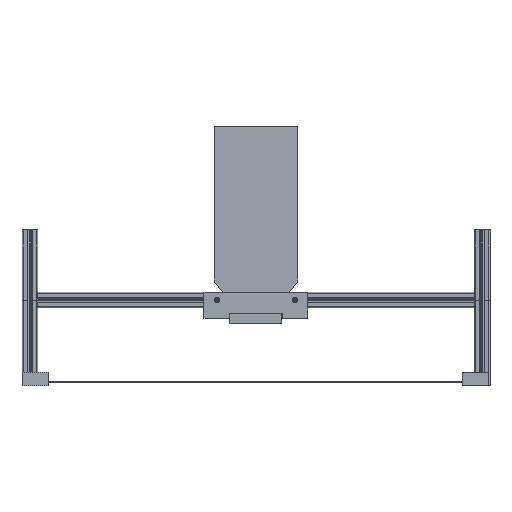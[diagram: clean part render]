
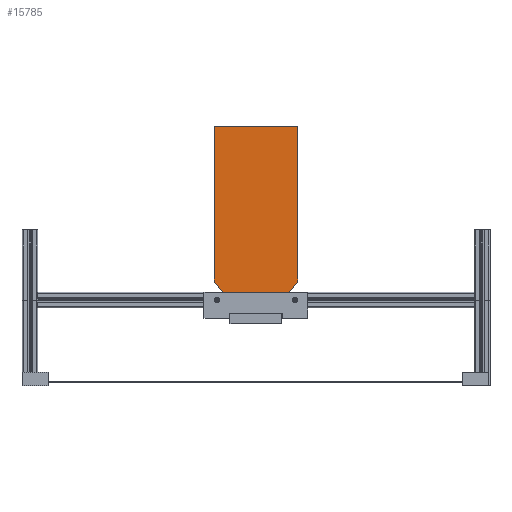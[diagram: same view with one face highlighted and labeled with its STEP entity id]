
A CAD part, top view. The second image highlights one B-rep face of the part: STEP entity #15785.
In plain terms, the highlighted planar face has unit normal (0, 0, 1).
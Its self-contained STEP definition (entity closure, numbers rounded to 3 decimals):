
#130 = AXIS2_PLACEMENT_3D ( 'NONE', #15170, #24903, #965 ) ;
#860 = CARTESIAN_POINT ( 'NONE',  ( 0., 300., 20. ) ) ;
#965 = DIRECTION ( 'NONE',  ( 1., 0., 0. ) ) ;
#2686 = EDGE_CURVE ( 'NONE', #11084, #27167, #5992, .T. ) ;
#3397 = EDGE_CURVE ( 'NONE', #6234, #11084, #25553, .T. ) ;
#3431 = VECTOR ( 'NONE', #13661, 1000. ) ;
#4653 = LINE ( 'NONE', #19034, #23537 ) ;
#5584 = FACE_OUTER_BOUND ( 'NONE', #19967, .T. ) ;
#5723 = LINE ( 'NONE', #20879, #29385 ) ;
#5821 = DIRECTION ( 'NONE',  ( 0., 1., 0. ) ) ;
#5992 = LINE ( 'NONE', #23226, #20772 ) ;
#6234 = VERTEX_POINT ( 'NONE', #26166 ) ;
#6344 = DIRECTION ( 'NONE',  ( 0.673, 0.74, 0. ) ) ;
#7290 = VERTEX_POINT ( 'NONE', #23460 ) ;
#7692 = EDGE_CURVE ( 'NONE', #31509, #9867, #5723, .T. ) ;
#8009 = ORIENTED_EDGE ( 'NONE', *, *, #3397, .T. ) ;
#8435 = ORIENTED_EDGE ( 'NONE', *, *, #13664, .F. ) ;
#9684 = ORIENTED_EDGE ( 'NONE', *, *, #7692, .T. ) ;
#9867 = VERTEX_POINT ( 'NONE', #18652 ) ;
#10085 = VECTOR ( 'NONE', #13273, 1000. ) ;
#10450 = CARTESIAN_POINT ( 'NONE',  ( 0., 0., 20. ) ) ;
#10829 = ORIENTED_EDGE ( 'NONE', *, *, #26991, .T. ) ;
#11084 = VERTEX_POINT ( 'NONE', #28724 ) ;
#11787 = CARTESIAN_POINT ( 'NONE',  ( 130., -33., 20. ) ) ;
#12518 = EDGE_CURVE ( 'NONE', #9867, #23466, #4653, .T. ) ;
#12557 = LINE ( 'NONE', #27560, #28409 ) ;
#12885 = DIRECTION ( 'NONE',  ( 0., -1., 0. ) ) ;
#13273 = DIRECTION ( 'NONE',  ( 0.673, -0.74, 0. ) ) ;
#13661 = DIRECTION ( 'NONE',  ( 1., 0., 0. ) ) ;
#13664 = EDGE_CURVE ( 'NONE', #6234, #21536, #27536, .T. ) ;
#14055 = VECTOR ( 'NONE', #28835, 1000. ) ;
#14149 = LINE ( 'NONE', #26129, #14055 ) ;
#15170 = CARTESIAN_POINT ( 'NONE',  ( 0., 0., 20. ) ) ;
#15785 = ADVANCED_FACE ( 'NONE', ( #5584 ), #22822, .T. ) ;
#18652 = CARTESIAN_POINT ( 'NONE',  ( 160., 0., 20. ) ) ;
#18872 = DIRECTION ( 'NONE',  ( 0., 1., 0. ) ) ;
#19034 = CARTESIAN_POINT ( 'NONE',  ( 160., 0., 20. ) ) ;
#19967 = EDGE_LOOP ( 'NONE', ( #8435, #8009, #26296, #10829, #30742, #9684, #24987, #20226 ) ) ;
#20226 = ORIENTED_EDGE ( 'NONE', *, *, #20606, .F. ) ;
#20606 = EDGE_CURVE ( 'NONE', #21536, #23466, #14149, .T. ) ;
#20772 = VECTOR ( 'NONE', #21002, 1000. ) ;
#20879 = CARTESIAN_POINT ( 'NONE',  ( 87.602, -79.638, 20. ) ) ;
#21002 = DIRECTION ( 'NONE',  ( 0., -1., 0. ) ) ;
#21536 = VERTEX_POINT ( 'NONE', #860 ) ;
#22822 = PLANE ( 'NONE',  #130 ) ;
#23155 = CARTESIAN_POINT ( 'NONE',  ( 0., 0., 20. ) ) ;
#23226 = CARTESIAN_POINT ( 'NONE',  ( 30., 0., 20. ) ) ;
#23460 = CARTESIAN_POINT ( 'NONE',  ( 130., -60., 20. ) ) ;
#23466 = VERTEX_POINT ( 'NONE', #24108 ) ;
#23537 = VECTOR ( 'NONE', #18872, 1000. ) ;
#24108 = CARTESIAN_POINT ( 'NONE',  ( 160., 300., 20. ) ) ;
#24903 = DIRECTION ( 'NONE',  ( 0., 0., 1. ) ) ;
#24987 = ORIENTED_EDGE ( 'NONE', *, *, #12518, .T. ) ;
#25553 = LINE ( 'NONE', #23155, #10085 ) ;
#26129 = CARTESIAN_POINT ( 'NONE',  ( 0., 300., 20. ) ) ;
#26166 = CARTESIAN_POINT ( 'NONE',  ( 0., 0., 20. ) ) ;
#26296 = ORIENTED_EDGE ( 'NONE', *, *, #2686, .T. ) ;
#26729 = CARTESIAN_POINT ( 'NONE',  ( 30., -60., 20. ) ) ;
#26877 = EDGE_CURVE ( 'NONE', #31509, #7290, #12557, .T. ) ;
#26991 = EDGE_CURVE ( 'NONE', #27167, #7290, #30892, .T. ) ;
#27043 = VECTOR ( 'NONE', #5821, 1000. ) ;
#27167 = VERTEX_POINT ( 'NONE', #26729 ) ;
#27536 = LINE ( 'NONE', #10450, #27043 ) ;
#27560 = CARTESIAN_POINT ( 'NONE',  ( 130., 0., 20. ) ) ;
#28409 = VECTOR ( 'NONE', #12885, 1000. ) ;
#28668 = CARTESIAN_POINT ( 'NONE',  ( 0., -60., 20. ) ) ;
#28724 = CARTESIAN_POINT ( 'NONE',  ( 30., -33., 20. ) ) ;
#28835 = DIRECTION ( 'NONE',  ( 1., 0., 0. ) ) ;
#29385 = VECTOR ( 'NONE', #6344, 1000. ) ;
#30742 = ORIENTED_EDGE ( 'NONE', *, *, #26877, .F. ) ;
#30892 = LINE ( 'NONE', #28668, #3431 ) ;
#31509 = VERTEX_POINT ( 'NONE', #11787 ) ;
